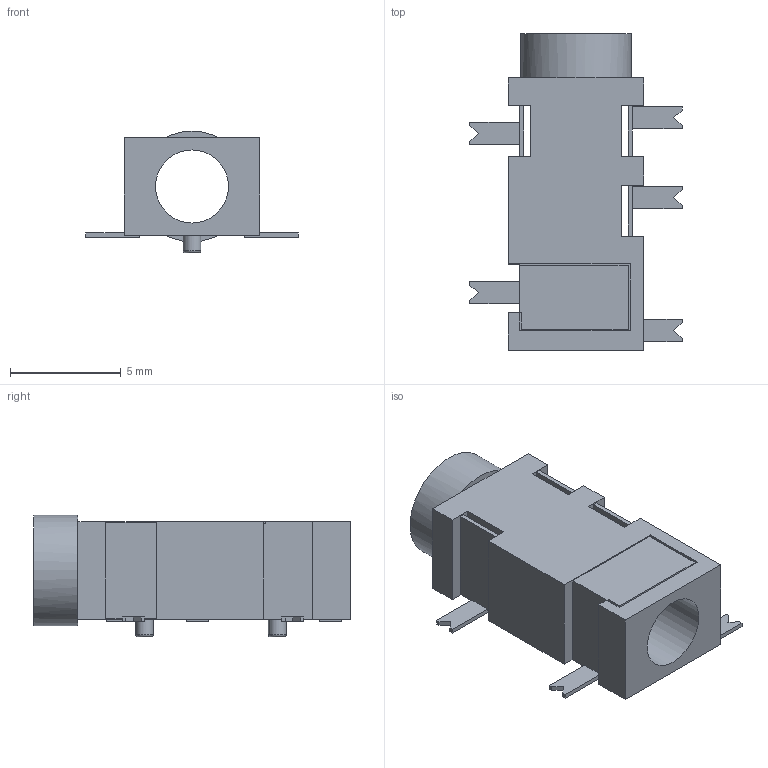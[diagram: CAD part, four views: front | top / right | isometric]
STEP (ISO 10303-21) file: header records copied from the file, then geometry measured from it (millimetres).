
FILE_DESCRIPTION(('FreeCAD Model'),'2;1');
FILE_NAME('Open CASCADE Shape Model','2025-02-15T19:13:48',( 'kicad StepUp'),('ksu MCAD'),'Open CASCADE STEP processor 7.8', 'FreeCAD','Unknown');
FILE_SCHEMA(('AUTOMOTIVE_DESIGN { 1 0 10303 214 1 1 1 1 }'));
Length unit declared in the file: millimetre
Products named in the file (1): PJ-327A
Bounding box: 9.6 x 14.3 x 5.5 mm (x, y, z)
Volume: 209.1 mm3; surface area: 586.5 mm2
Topology: 1 solids, 1 shells, 104 faces, 287 edges, 188 vertices
Faces by surface type: plane 96, cylinder 5, torus 2, cone 1
Full cylindrical faces by diameter (mm): 0.8 x2, 3.3 x1, 3.6 x1, 5 x1
Entity records: 4227 total; most frequent: CARTESIAN_POINT 580, ORIENTED_EDGE 576, DIRECTION 516, EDGE_CURVE 287, LINE 268, VECTOR 268, VERTEX_POINT 188, AXIS2_PLACEMENT_3D 124
